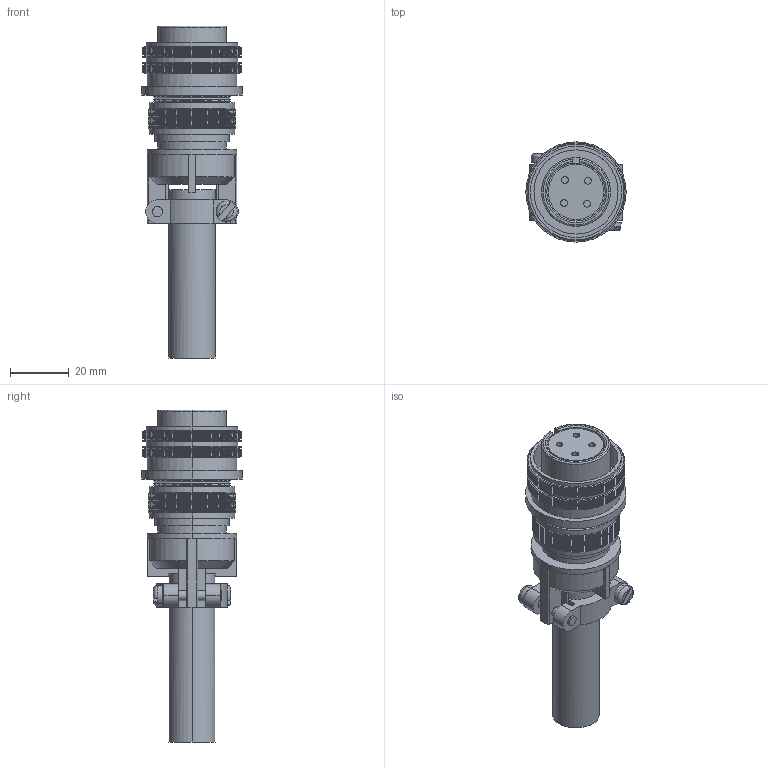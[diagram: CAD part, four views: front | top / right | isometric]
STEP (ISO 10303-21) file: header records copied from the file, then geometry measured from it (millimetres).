
FILE_DESCRIPTION (( 'STEP AP203' ), '1' );
FILE_NAME ('A5104-1-CN.STEP', '2013-11-19T14:05:59', ( '' ), ( '' ), 'SwSTEP 2.0', 'SolidWorks 2012', '' );
FILE_SCHEMA (( 'CONFIG_CONTROL_DESIGN' ));
Length unit declared in the file: inch
Products named in the file (1): A5104-1-CN
Bounding box: 34.04 x 34.04 x 112.7 mm (x, y, z)
Volume: 39181.9 mm3; surface area: 20318.4 mm2
Topology: 1 solids, 1 shells, 376 faces, 868 edges, 518 vertices
Faces by surface type: cone 170, plane 107, cylinder 87, torus 12
Entity records: 10765 total; most frequent: DIRECTION 2000, CARTESIAN_POINT 1899, ORIENTED_EDGE 1736, EDGE_CURVE 868, AXIS2_PLACEMENT_3D 775, VERTEX_POINT 518, VECTOR 450, LINE 450
